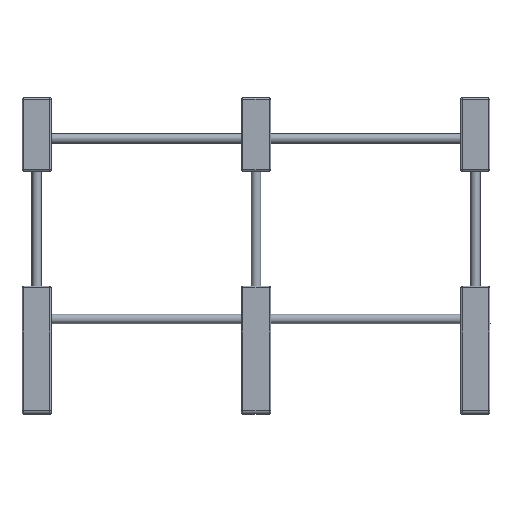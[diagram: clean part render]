
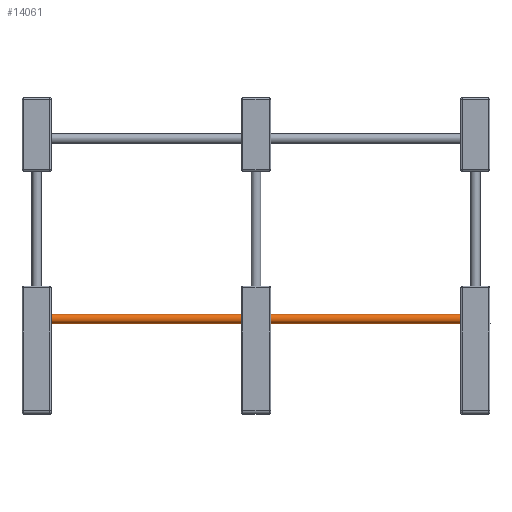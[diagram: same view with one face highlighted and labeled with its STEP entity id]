
A CAD part, front view. The second image highlights one B-rep face of the part: STEP entity #14061.
In plain terms, the highlighted cylindrical face has radius 3.25 mm (diameter 6.5 mm), a full revolution.
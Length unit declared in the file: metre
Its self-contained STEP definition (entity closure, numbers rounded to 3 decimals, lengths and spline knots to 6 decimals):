
#5383=ORIENTED_EDGE('',*,*,#8199,.F.);
#5384=ORIENTED_EDGE('',*,*,#8200,.T.);
#8199=EDGE_CURVE('',#9721,#9721,#10835,.T.);
#8200=EDGE_CURVE('',#9722,#9722,#10836,.T.);
#9721=VERTEX_POINT('',#31884);
#9722=VERTEX_POINT('',#31887);
#10835=CIRCLE('',#15685,0.00325);
#10836=CIRCLE('',#15687,0.00325);
#11801=EDGE_LOOP('',(#5383));
#11802=EDGE_LOOP('',(#5384));
#12763=FACE_BOUND('',#11801,.T.);
#12764=FACE_BOUND('',#11802,.T.);
#13343=CYLINDRICAL_SURFACE('',#15686,0.00325);
#14061=ADVANCED_FACE('',(#12763,#12764),#13343,.T.);
#15685=AXIS2_PLACEMENT_3D('',#31883,#19324,#19325);
#15686=AXIS2_PLACEMENT_3D('',#31885,#19326,#19327);
#15687=AXIS2_PLACEMENT_3D('',#31886,#19328,#19329);
#19324=DIRECTION('',(0.,0.,1.));
#19325=DIRECTION('',(1.,0.,0.));
#19326=DIRECTION('',(0.,0.,1.));
#19327=DIRECTION('',(1.,0.,0.));
#19328=DIRECTION('',(0.,0.,1.));
#19329=DIRECTION('',(-1.,0.,0.));
#31883=CARTESIAN_POINT('',(0.,0.,0.32));
#31884=CARTESIAN_POINT('',(0.00325,0.,0.32));
#31885=CARTESIAN_POINT('',(0.,0.,0.));
#31886=CARTESIAN_POINT('',(0.,0.,0.));
#31887=CARTESIAN_POINT('',(-0.00325,0.,0.));
